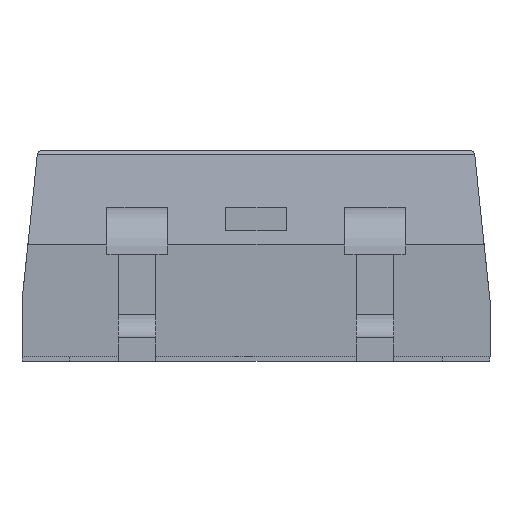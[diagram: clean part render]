
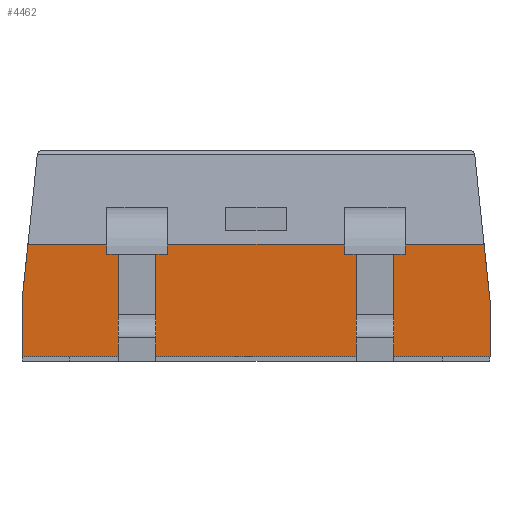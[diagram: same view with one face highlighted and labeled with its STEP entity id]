
A CAD part, front view. The second image highlights one B-rep face of the part: STEP entity #4462.
In plain terms, the highlighted planar face has unit normal (0, -0.999, -0.052).
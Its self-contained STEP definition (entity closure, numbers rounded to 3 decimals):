
#528 = CARTESIAN_POINT ( 'NONE',  ( 4.689, -3.502, 4.157 ) ) ;
#628 = LINE ( 'NONE', #1082, #1024 ) ;
#1020 = DIRECTION ( 'NONE',  ( 0., 0.052, -0.999 ) ) ;
#1024 = VECTOR ( 'NONE', #13518, 1000. ) ;
#1082 = CARTESIAN_POINT ( 'NONE',  ( 5., -3.284, 0. ) ) ;
#1345 = DIRECTION ( 'NONE',  ( 0., 0.999, 0.052 ) ) ;
#1790 = LINE ( 'NONE', #3906, #7840 ) ;
#2145 = ORIENTED_EDGE ( 'NONE', *, *, #9343, .F. ) ;
#2381 = AXIS2_PLACEMENT_3D ( 'NONE', #3720, #1345, #6203 ) ;
#2540 = EDGE_CURVE ( 'NONE', #12560, #12767, #9944, .T. ) ;
#3050 = EDGE_LOOP ( 'NONE', ( #2145, #13834, #14636, #14667, #6449, #12224 ) ) ;
#3720 = CARTESIAN_POINT ( 'NONE',  ( 5., -3.41, 2.4 ) ) ;
#3865 = DIRECTION ( 'NONE',  ( -1., 0., 0. ) ) ;
#3906 = CARTESIAN_POINT ( 'NONE',  ( 5., -3.41, 2.4 ) ) ;
#4163 = VECTOR ( 'NONE', #5491, 1000. ) ;
#4342 = EDGE_CURVE ( 'NONE', #12767, #12289, #9464, .T. ) ;
#4462 = ADVANCED_FACE ( 'NONE', ( #8088 ), #10927, .F. ) ;
#4627 = CARTESIAN_POINT ( 'NONE',  ( 5., -3.284, 0. ) ) ;
#4832 = CARTESIAN_POINT ( 'NONE',  ( -4.874, -3.41, 2.4 ) ) ;
#5491 = DIRECTION ( 'NONE',  ( -0.104, -0.052, 0.993 ) ) ;
#5731 = DIRECTION ( 'NONE',  ( -0.104, 0.052, -0.993 ) ) ;
#6012 = CARTESIAN_POINT ( 'NONE',  ( -5., -3.284, 0. ) ) ;
#6203 = DIRECTION ( 'NONE',  ( 0., -0.052, 0.999 ) ) ;
#6449 = ORIENTED_EDGE ( 'NONE', *, *, #9920, .T. ) ;
#7840 = VECTOR ( 'NONE', #10322, 1000. ) ;
#8088 = FACE_OUTER_BOUND ( 'NONE', #3050, .T. ) ;
#9219 = LINE ( 'NONE', #528, #4163 ) ;
#9266 = VERTEX_POINT ( 'NONE', #6012 ) ;
#9299 = CARTESIAN_POINT ( 'NONE',  ( 5., -3.347, 1.2 ) ) ;
#9343 = EDGE_CURVE ( 'NONE', #11116, #15246, #1790, .T. ) ;
#9403 = EDGE_CURVE ( 'NONE', #15246, #9266, #628, .T. ) ;
#9464 = LINE ( 'NONE', #15641, #12001 ) ;
#9546 = VECTOR ( 'NONE', #1020, 1000. ) ;
#9920 = EDGE_CURVE ( 'NONE', #12289, #9266, #10332, .T. ) ;
#9932 = CARTESIAN_POINT ( 'NONE',  ( -5., -3.347, 1.2 ) ) ;
#9944 = LINE ( 'NONE', #12692, #11313 ) ;
#10322 = DIRECTION ( 'NONE',  ( 0., 0.052, -0.999 ) ) ;
#10332 = LINE ( 'NONE', #12280, #9546 ) ;
#10927 = PLANE ( 'NONE',  #2381 ) ;
#11116 = VERTEX_POINT ( 'NONE', #9299 ) ;
#11313 = VECTOR ( 'NONE', #3865, 1000. ) ;
#11846 = CARTESIAN_POINT ( 'NONE',  ( 4.874, -3.41, 2.4 ) ) ;
#12001 = VECTOR ( 'NONE', #5731, 1000. ) ;
#12224 = ORIENTED_EDGE ( 'NONE', *, *, #9403, .F. ) ;
#12280 = CARTESIAN_POINT ( 'NONE',  ( -5., -3.41, 2.4 ) ) ;
#12289 = VERTEX_POINT ( 'NONE', #9932 ) ;
#12498 = EDGE_CURVE ( 'NONE', #11116, #12560, #9219, .T. ) ;
#12560 = VERTEX_POINT ( 'NONE', #11846 ) ;
#12692 = CARTESIAN_POINT ( 'NONE',  ( 5., -3.41, 2.4 ) ) ;
#12767 = VERTEX_POINT ( 'NONE', #4832 ) ;
#13518 = DIRECTION ( 'NONE',  ( -1., 0., 0. ) ) ;
#13834 = ORIENTED_EDGE ( 'NONE', *, *, #12498, .T. ) ;
#14636 = ORIENTED_EDGE ( 'NONE', *, *, #2540, .T. ) ;
#14667 = ORIENTED_EDGE ( 'NONE', *, *, #4342, .T. ) ;
#15246 = VERTEX_POINT ( 'NONE', #4627 ) ;
#15641 = CARTESIAN_POINT ( 'NONE',  ( -4.689, -3.502, 4.157 ) ) ;
